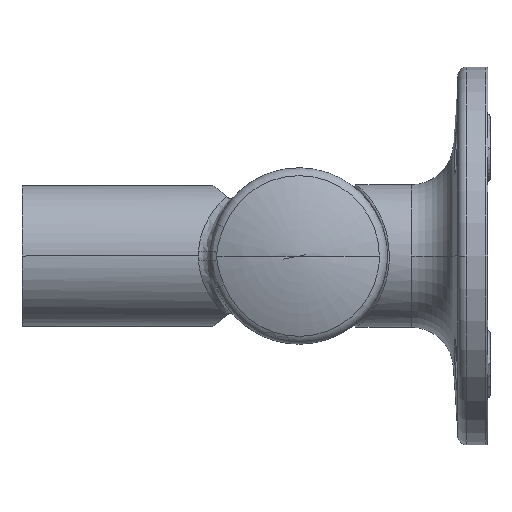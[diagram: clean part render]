
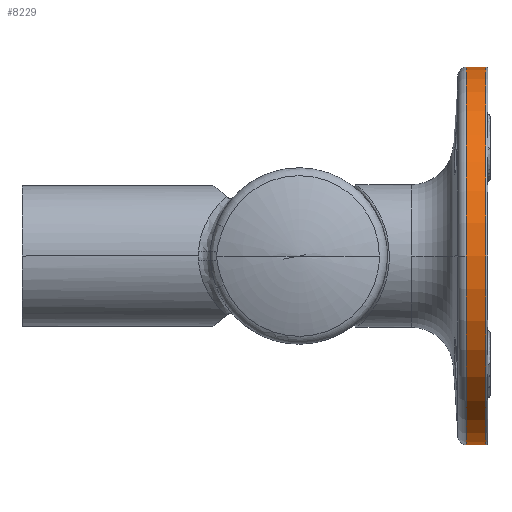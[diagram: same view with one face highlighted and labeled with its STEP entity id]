
A CAD part, left-side view. The second image highlights one B-rep face of the part: STEP entity #8229.
In plain terms, the highlighted cylindrical face has radius 45 mm (diameter 90 mm), a partial arc.
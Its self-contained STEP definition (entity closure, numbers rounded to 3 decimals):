
#1711 = ORIENTED_EDGE ( 'NONE', *, *, #9200, .F. ) ;
#1760 = DIRECTION ( 'NONE',  ( 1., 0., 0. ) ) ;
#2864 = AXIS2_PLACEMENT_3D ( 'NONE', #11551, #14394, #1760 ) ;
#3156 = CIRCLE ( 'NONE', #13463, 45. ) ;
#3176 = CARTESIAN_POINT ( 'NONE',  ( 3.484, -30.852, 135. ) ) ;
#3222 = DIRECTION ( 'NONE',  ( 1., 0., 0. ) ) ;
#3408 = ORIENTED_EDGE ( 'NONE', *, *, #4636, .T. ) ;
#3441 = VERTEX_POINT ( 'NONE', #8581 ) ;
#4636 = EDGE_CURVE ( 'NONE', #3441, #13478, #3156, .T. ) ;
#4924 = DIRECTION ( 'NONE',  ( 0., -1., 0. ) ) ;
#5521 = CIRCLE ( 'NONE', #2864, 45. ) ;
#5735 = VECTOR ( 'NONE', #12254, 1000. ) ;
#5910 = EDGE_CURVE ( 'NONE', #13478, #17738, #12429, .T. ) ;
#5982 = CARTESIAN_POINT ( 'NONE',  ( 3.484, -30.852, 90. ) ) ;
#6051 = CARTESIAN_POINT ( 'NONE',  ( 3.484, -30.852, 45. ) ) ;
#6630 = CARTESIAN_POINT ( 'NONE',  ( 3.484, -28.98, 45. ) ) ;
#6781 = CARTESIAN_POINT ( 'NONE',  ( 3.484, -35.48, 135. ) ) ;
#7413 = DIRECTION ( 'NONE',  ( 0., 0., -1. ) ) ;
#7800 = CARTESIAN_POINT ( 'NONE',  ( 3.484, -35.48, 45. ) ) ;
#8175 = CARTESIAN_POINT ( 'NONE',  ( 3.484, -28.98, 135. ) ) ;
#8188 = EDGE_CURVE ( 'NONE', #17738, #16627, #9896, .T. ) ;
#8229 = ADVANCED_FACE ( 'NONE', ( #15541 ), #17536, .T. ) ;
#8263 = DIRECTION ( 'NONE',  ( 0., -1., 0. ) ) ;
#8581 = CARTESIAN_POINT ( 'NONE',  ( -41.516, -30.852, 90. ) ) ;
#9200 = EDGE_CURVE ( 'NONE', #15000, #16627, #10858, .T. ) ;
#9896 = CIRCLE ( 'NONE', #14591, 45. ) ;
#9937 = DIRECTION ( 'NONE',  ( 0., 0., 1. ) ) ;
#10858 = LINE ( 'NONE', #8175, #14612 ) ;
#11551 = CARTESIAN_POINT ( 'NONE',  ( 3.484, -30.852, 90. ) ) ;
#11618 = DIRECTION ( 'NONE',  ( 0., -1., 0. ) ) ;
#11635 = EDGE_CURVE ( 'NONE', #15000, #3441, #5521, .T. ) ;
#12254 = DIRECTION ( 'NONE',  ( 0., -1., 0. ) ) ;
#12429 = LINE ( 'NONE', #6630, #5735 ) ;
#13210 = CARTESIAN_POINT ( 'NONE',  ( 3.484, -28.98, 90. ) ) ;
#13396 = DIRECTION ( 'NONE',  ( 0., 1., 0. ) ) ;
#13463 = AXIS2_PLACEMENT_3D ( 'NONE', #5982, #11618, #3222 ) ;
#13478 = VERTEX_POINT ( 'NONE', #6051 ) ;
#14394 = DIRECTION ( 'NONE',  ( 0., -1., 0. ) ) ;
#14591 = AXIS2_PLACEMENT_3D ( 'NONE', #17354, #13396, #9937 ) ;
#14612 = VECTOR ( 'NONE', #8263, 1000. ) ;
#14854 = ORIENTED_EDGE ( 'NONE', *, *, #8188, .T. ) ;
#15000 = VERTEX_POINT ( 'NONE', #3176 ) ;
#15456 = EDGE_LOOP ( 'NONE', ( #1711, #17882, #3408, #17159, #14854 ) ) ;
#15541 = FACE_OUTER_BOUND ( 'NONE', #15456, .T. ) ;
#16627 = VERTEX_POINT ( 'NONE', #6781 ) ;
#17159 = ORIENTED_EDGE ( 'NONE', *, *, #5910, .T. ) ;
#17246 = AXIS2_PLACEMENT_3D ( 'NONE', #13210, #4924, #7413 ) ;
#17354 = CARTESIAN_POINT ( 'NONE',  ( 3.484, -35.48, 90. ) ) ;
#17536 = CYLINDRICAL_SURFACE ( 'NONE', #17246, 45. ) ;
#17738 = VERTEX_POINT ( 'NONE', #7800 ) ;
#17882 = ORIENTED_EDGE ( 'NONE', *, *, #11635, .T. ) ;
